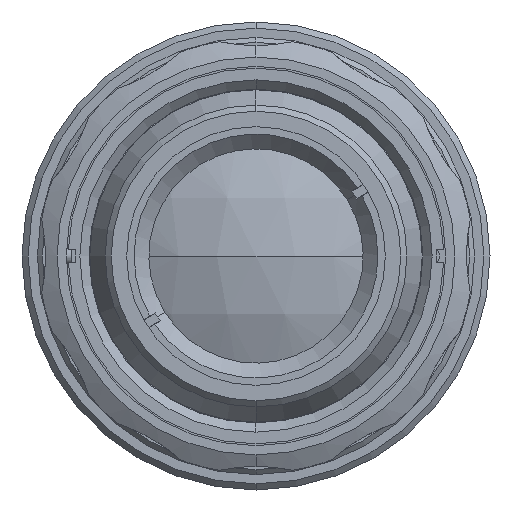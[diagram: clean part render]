
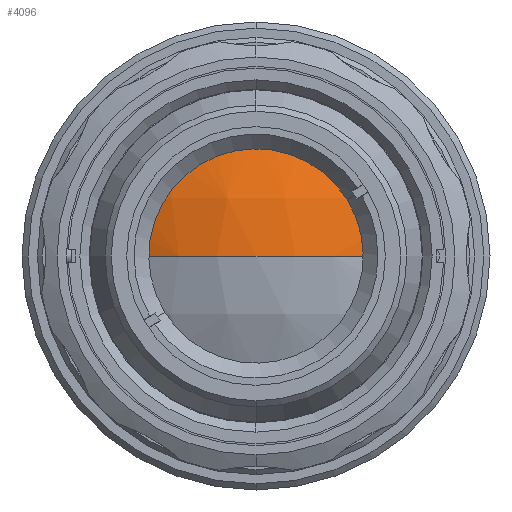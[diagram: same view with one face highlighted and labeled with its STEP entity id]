
A CAD part, left-side view. The second image highlights one B-rep face of the part: STEP entity #4096.
In plain terms, the highlighted spherical face has radius 42.95 mm.
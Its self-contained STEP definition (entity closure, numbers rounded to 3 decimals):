
#160 = FACE_OUTER_BOUND ( 'NONE', #1285, .T. ) ;
#465 = CARTESIAN_POINT ( 'NONE',  ( -197.54, 0., 0. ) ) ;
#490 = SPHERICAL_SURFACE ( 'NONE', #3278, 42.95 ) ;
#750 = EDGE_CURVE ( 'NONE', #2299, #2102, #4031, .T. ) ;
#826 = DIRECTION ( 'NONE',  ( 0., 0., -1. ) ) ;
#1064 = CARTESIAN_POINT ( 'NONE',  ( -240.49, 0., 0. ) ) ;
#1142 = AXIS2_PLACEMENT_3D ( 'NONE', #1957, #2352, #3299 ) ;
#1195 = DIRECTION ( 'NONE',  ( -1., 0., 0. ) ) ;
#1197 = ORIENTED_EDGE ( 'NONE', *, *, #750, .T. ) ;
#1285 = EDGE_LOOP ( 'NONE', ( #2152, #1197, #4305 ) ) ;
#1288 = CIRCLE ( 'NONE', #2997, 42.95 ) ;
#1394 = EDGE_CURVE ( 'NONE', #3867, #2102, #1791, .T. ) ;
#1791 = CIRCLE ( 'NONE', #1142, 18.5 ) ;
#1851 = CARTESIAN_POINT ( 'NONE',  ( -197.54, 0., 0. ) ) ;
#1957 = CARTESIAN_POINT ( 'NONE',  ( -236.301, 0., 0. ) ) ;
#2102 = VERTEX_POINT ( 'NONE', #4333 ) ;
#2152 = ORIENTED_EDGE ( 'NONE', *, *, #2374, .F. ) ;
#2162 = DIRECTION ( 'NONE',  ( 0., 0., 1. ) ) ;
#2299 = VERTEX_POINT ( 'NONE', #1064 ) ;
#2352 = DIRECTION ( 'NONE',  ( 1., 0., 0. ) ) ;
#2374 = EDGE_CURVE ( 'NONE', #2299, #3867, #1288, .T. ) ;
#2411 = DIRECTION ( 'NONE',  ( 0., 0., 1. ) ) ;
#2767 = CARTESIAN_POINT ( 'NONE',  ( -197.54, 0., 0. ) ) ;
#2997 = AXIS2_PLACEMENT_3D ( 'NONE', #465, #826, #1195 ) ;
#3278 = AXIS2_PLACEMENT_3D ( 'NONE', #1851, #2162, #3546 ) ;
#3299 = DIRECTION ( 'NONE',  ( 0., 0., -1. ) ) ;
#3324 = AXIS2_PLACEMENT_3D ( 'NONE', #2767, #2411, #4115 ) ;
#3546 = DIRECTION ( 'NONE',  ( 0., 1., 0. ) ) ;
#3633 = CARTESIAN_POINT ( 'NONE',  ( -236.301, 18.5, 0. ) ) ;
#3867 = VERTEX_POINT ( 'NONE', #3633 ) ;
#4031 = CIRCLE ( 'NONE', #3324, 42.95 ) ;
#4096 = ADVANCED_FACE ( 'NONE', ( #160 ), #490, .T. ) ;
#4115 = DIRECTION ( 'NONE',  ( 0., -1., 0. ) ) ;
#4305 = ORIENTED_EDGE ( 'NONE', *, *, #1394, .F. ) ;
#4333 = CARTESIAN_POINT ( 'NONE',  ( -236.301, -18.5, 0. ) ) ;
